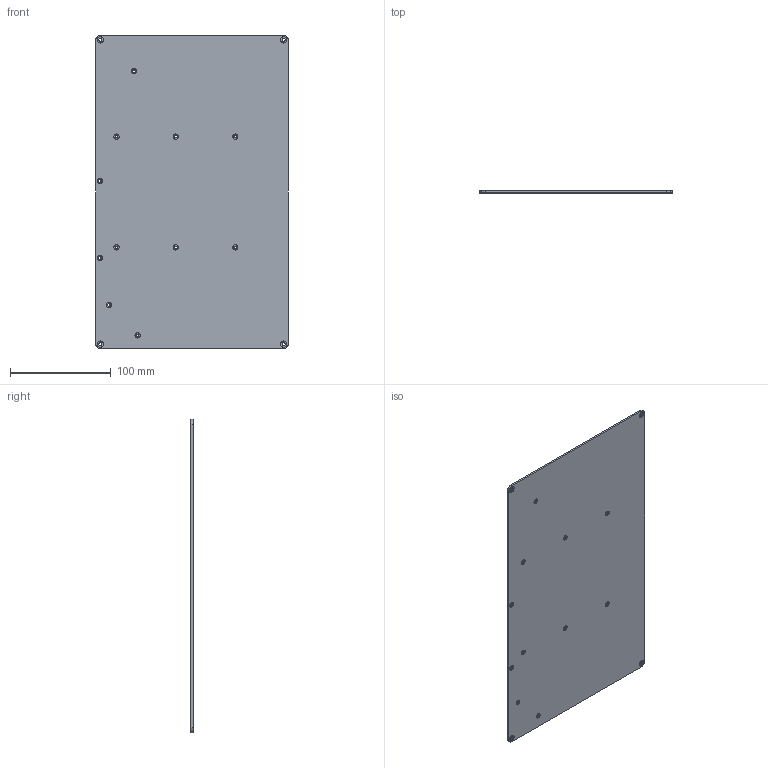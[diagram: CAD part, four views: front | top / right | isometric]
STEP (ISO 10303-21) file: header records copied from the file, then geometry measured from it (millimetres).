
FILE_DESCRIPTION(/* description */ (''),/* implementation_level */ '2;1');
FILE_NAME(/* name */ 'BottomPlate.stp',/* time_stamp */ '2023-11-17T11:30:40+08:00',/* author */ ('Administrator'),/* organization */ (''),/* preprocessor_version */ 'ST-DEVELOPER v19.2',/* originating_system */ 'Autodesk Inventor 2024',/* authorisation */ '');
FILE_SCHEMA (('AUTOMOTIVE_DESIGN { 1 0 10303 214 3 1 1 }'));
Length unit declared in the file: millimetre
Products named in the file (1): BottomPlate
Bounding box: 191.4 x 2 x 311.4 mm (x, y, z)
Volume: 118698.6 mm3; surface area: 121340.6 mm2
Topology: 1 solids, 1 shells, 55 faces, 114 edges, 76 vertices
Faces by surface type: cylinder 34, plane 21
Full cylindrical faces by diameter (mm): 2.7 x11, 3.2 x4, 5.2 x11, 6.2 x4
Entity records: 1663 total; most frequent: DIRECTION 294, CARTESIAN_POINT 246, ORIENTED_EDGE 228, AXIS2_PLACEMENT_3D 124, EDGE_CURVE 114, EDGE_LOOP 100, VERTEX_POINT 76, CIRCLE 68
